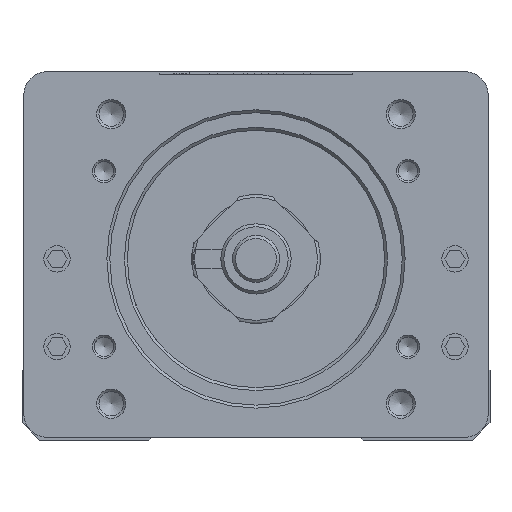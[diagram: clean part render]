
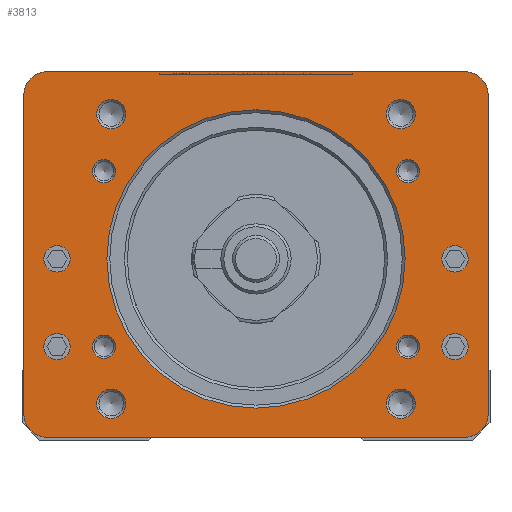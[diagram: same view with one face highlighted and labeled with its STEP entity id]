
A CAD part, front view. The second image highlights one B-rep face of the part: STEP entity #3813.
In plain terms, the highlighted planar face has unit normal (0, -1, 0).
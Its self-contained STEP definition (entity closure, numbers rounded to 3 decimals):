
#1509=FACE_BOUND('',#7720,.T.);
#1510=FACE_BOUND('',#7721,.T.);
#1511=FACE_BOUND('',#7722,.T.);
#1512=FACE_BOUND('',#7723,.T.);
#1513=FACE_BOUND('',#7724,.T.);
#1514=FACE_BOUND('',#7725,.T.);
#1515=FACE_BOUND('',#7726,.T.);
#1516=FACE_BOUND('',#7727,.T.);
#1517=FACE_BOUND('',#7728,.T.);
#1518=FACE_BOUND('',#7729,.T.);
#1519=FACE_BOUND('',#7730,.T.);
#1520=FACE_BOUND('',#7731,.T.);
#1521=FACE_BOUND('',#7732,.T.);
#1522=FACE_BOUND('',#7733,.T.);
#2328=CIRCLE('',#27942,4.);
#2329=CIRCLE('',#27944,4.);
#2330=CIRCLE('',#27946,2.);
#2331=CIRCLE('',#27948,2.);
#2332=CIRCLE('',#27950,2.);
#2333=CIRCLE('',#27952,2.);
#2334=CIRCLE('',#27954,2.5);
#2335=CIRCLE('',#27956,2.5);
#2336=CIRCLE('',#27958,2.5);
#2337=CIRCLE('',#27960,2.5);
#2338=CIRCLE('',#27962,25.5);
#2343=CIRCLE('',#27971,2.25);
#2345=CIRCLE('',#27974,2.25);
#2347=CIRCLE('',#27977,2.25);
#2349=CIRCLE('',#27980,2.25);
#2417=CIRCLE('',#28128,4.);
#2419=CIRCLE('',#28131,4.);
#3813=ADVANCED_FACE('',(#1509,#1510,#1511,#1512,#1513,#1514,#1515,#1516,
#1517,#1518,#1519,#1520,#1521,#1522),#4973,.T.);
#4973=PLANE('',#28132);
#7720=EDGE_LOOP('',(#13671));
#7721=EDGE_LOOP('',(#13672));
#7722=EDGE_LOOP('',(#13673));
#7723=EDGE_LOOP('',(#13674));
#7724=EDGE_LOOP('',(#13675));
#7725=EDGE_LOOP('',(#13676));
#7726=EDGE_LOOP('',(#13677));
#7727=EDGE_LOOP('',(#13678));
#7728=EDGE_LOOP('',(#13679));
#7729=EDGE_LOOP('',(#13680));
#7730=EDGE_LOOP('',(#13681));
#7731=EDGE_LOOP('',(#13682));
#7732=EDGE_LOOP('',(#13683));
#7733=EDGE_LOOP('',(#13684,#13685,#13686,#13687,#13688,#13689,#13690,#13691));
#13671=ORIENTED_EDGE('',*,*,#20455,.T.);
#13672=ORIENTED_EDGE('',*,*,#20454,.T.);
#13673=ORIENTED_EDGE('',*,*,#20453,.T.);
#13674=ORIENTED_EDGE('',*,*,#20452,.T.);
#13675=ORIENTED_EDGE('',*,*,#20451,.T.);
#13676=ORIENTED_EDGE('',*,*,#20450,.T.);
#13677=ORIENTED_EDGE('',*,*,#20449,.T.);
#13678=ORIENTED_EDGE('',*,*,#20448,.T.);
#13679=ORIENTED_EDGE('',*,*,#20447,.T.);
#13680=ORIENTED_EDGE('',*,*,#20467,.T.);
#13681=ORIENTED_EDGE('',*,*,#20465,.T.);
#13682=ORIENTED_EDGE('',*,*,#20463,.T.);
#13683=ORIENTED_EDGE('',*,*,#20461,.T.);
#13684=ORIENTED_EDGE('',*,*,#20632,.T.);
#13685=ORIENTED_EDGE('',*,*,#20635,.T.);
#13686=ORIENTED_EDGE('',*,*,#20636,.T.);
#13687=ORIENTED_EDGE('',*,*,#20571,.T.);
#13688=ORIENTED_EDGE('',*,*,#20445,.T.);
#13689=ORIENTED_EDGE('',*,*,#20509,.T.);
#13690=ORIENTED_EDGE('',*,*,#20442,.T.);
#13691=ORIENTED_EDGE('',*,*,#20564,.T.);
#17172=VERTEX_POINT('',#42888);
#17173=VERTEX_POINT('',#42890);
#17174=VERTEX_POINT('',#42894);
#17175=VERTEX_POINT('',#42896);
#17176=VERTEX_POINT('',#42900);
#17177=VERTEX_POINT('',#42903);
#17178=VERTEX_POINT('',#42906);
#17179=VERTEX_POINT('',#42909);
#17180=VERTEX_POINT('',#42912);
#17181=VERTEX_POINT('',#42915);
#17182=VERTEX_POINT('',#42918);
#17183=VERTEX_POINT('',#42921);
#17184=VERTEX_POINT('',#42924);
#17189=VERTEX_POINT('',#42939);
#17191=VERTEX_POINT('',#42944);
#17193=VERTEX_POINT('',#42949);
#17195=VERTEX_POINT('',#42954);
#17262=VERTEX_POINT('',#43263);
#17267=VERTEX_POINT('',#43277);
#17323=VERTEX_POINT('',#43420);
#17325=VERTEX_POINT('',#43426);
#20442=EDGE_CURVE('',#17173,#17172,#2328,.T.);
#20445=EDGE_CURVE('',#17175,#17174,#2329,.T.);
#20447=EDGE_CURVE('',#17176,#17176,#2330,.T.);
#20448=EDGE_CURVE('',#17177,#17177,#2331,.T.);
#20449=EDGE_CURVE('',#17178,#17178,#2332,.T.);
#20450=EDGE_CURVE('',#17179,#17179,#2333,.T.);
#20451=EDGE_CURVE('',#17180,#17180,#2334,.T.);
#20452=EDGE_CURVE('',#17181,#17181,#2335,.T.);
#20453=EDGE_CURVE('',#17182,#17182,#2336,.T.);
#20454=EDGE_CURVE('',#17183,#17183,#2337,.T.);
#20455=EDGE_CURVE('',#17184,#17184,#2338,.T.);
#20461=EDGE_CURVE('',#17189,#17189,#2343,.T.);
#20463=EDGE_CURVE('',#17191,#17191,#2345,.T.);
#20465=EDGE_CURVE('',#17193,#17193,#2347,.T.);
#20467=EDGE_CURVE('',#17195,#17195,#2349,.T.);
#20509=EDGE_CURVE('',#17174,#17173,#23366,.T.);
#20564=EDGE_CURVE('',#17172,#17262,#23391,.T.);
#20571=EDGE_CURVE('',#17267,#17175,#23398,.T.);
#20632=EDGE_CURVE('',#17262,#17323,#2417,.T.);
#20635=EDGE_CURVE('',#17323,#17325,#23424,.T.);
#20636=EDGE_CURVE('',#17325,#17267,#2419,.T.);
#23366=LINE('',#43099,#25882);
#23391=LINE('',#43264,#25907);
#23398=LINE('',#43276,#25914);
#23424=LINE('',#43425,#25940);
#25882=VECTOR('',#33970,1.);
#25907=VECTOR('',#34105,1.);
#25914=VECTOR('',#34114,1.);
#25940=VECTOR('',#34270,1.);
#27942=AXIS2_PLACEMENT_3D('',#42889,#33809,#33810);
#27944=AXIS2_PLACEMENT_3D('',#42895,#33815,#33816);
#27946=AXIS2_PLACEMENT_3D('',#42899,#33820,#33821);
#27948=AXIS2_PLACEMENT_3D('',#42902,#33824,#33825);
#27950=AXIS2_PLACEMENT_3D('',#42905,#33828,#33829);
#27952=AXIS2_PLACEMENT_3D('',#42908,#33832,#33833);
#27954=AXIS2_PLACEMENT_3D('',#42911,#33836,#33837);
#27956=AXIS2_PLACEMENT_3D('',#42914,#33840,#33841);
#27958=AXIS2_PLACEMENT_3D('',#42917,#33844,#33845);
#27960=AXIS2_PLACEMENT_3D('',#42920,#33848,#33849);
#27962=AXIS2_PLACEMENT_3D('',#42923,#33852,#33853);
#27971=AXIS2_PLACEMENT_3D('',#42938,#33871,#33872);
#27974=AXIS2_PLACEMENT_3D('',#42943,#33877,#33878);
#27977=AXIS2_PLACEMENT_3D('',#42948,#33883,#33884);
#27980=AXIS2_PLACEMENT_3D('',#42953,#33889,#33890);
#28128=AXIS2_PLACEMENT_3D('',#43419,#34263,#34264);
#28131=AXIS2_PLACEMENT_3D('',#43427,#34271,#34272);
#28132=AXIS2_PLACEMENT_3D('',#43428,#34273,#34274);
#33809=DIRECTION('',(0.,-1.,0.));
#33810=DIRECTION('',(1.,0.,0.));
#33815=DIRECTION('',(0.,-1.,0.));
#33816=DIRECTION('',(1.,0.,0.));
#33820=DIRECTION('',(0.,1.,0.));
#33821=DIRECTION('',(0.,0.,-1.));
#33824=DIRECTION('',(0.,1.,0.));
#33825=DIRECTION('',(0.,0.,-1.));
#33828=DIRECTION('',(0.,1.,0.));
#33829=DIRECTION('',(0.,0.,-1.));
#33832=DIRECTION('',(0.,1.,0.));
#33833=DIRECTION('',(0.,0.,-1.));
#33836=DIRECTION('',(0.,1.,0.));
#33837=DIRECTION('',(0.,0.,-1.));
#33840=DIRECTION('',(0.,1.,0.));
#33841=DIRECTION('',(0.,0.,-1.));
#33844=DIRECTION('',(0.,1.,0.));
#33845=DIRECTION('',(0.,0.,-1.));
#33848=DIRECTION('',(0.,1.,0.));
#33849=DIRECTION('',(0.,0.,-1.));
#33852=DIRECTION('',(0.,1.,0.));
#33853=DIRECTION('',(0.,0.,-1.));
#33871=DIRECTION('',(0.,1.,0.));
#33872=DIRECTION('',(0.,0.,-1.));
#33877=DIRECTION('',(0.,1.,0.));
#33878=DIRECTION('',(0.,0.,-1.));
#33883=DIRECTION('',(0.,1.,0.));
#33884=DIRECTION('',(0.,0.,-1.));
#33889=DIRECTION('',(0.,1.,0.));
#33890=DIRECTION('',(0.,0.,-1.));
#33970=DIRECTION('',(-1.,0.,0.));
#34105=DIRECTION('',(0.,0.,-1.));
#34114=DIRECTION('',(0.,0.,1.));
#34263=DIRECTION('',(0.,-1.,0.));
#34264=DIRECTION('',(1.,0.,0.));
#34270=DIRECTION('',(1.,0.,0.));
#34271=DIRECTION('',(0.,-1.,0.));
#34272=DIRECTION('',(1.,0.,0.));
#34273=DIRECTION('',(0.,-1.,0.));
#34274=DIRECTION('',(0.,0.,1.));
#42888=CARTESIAN_POINT('',(-39.7,-243.7,40.));
#42889=CARTESIAN_POINT('',(-35.7,-243.7,40.));
#42890=CARTESIAN_POINT('',(-35.7,-243.7,44.));
#42894=CARTESIAN_POINT('',(35.7,-243.7,44.));
#42895=CARTESIAN_POINT('',(35.7,-243.7,40.));
#42896=CARTESIAN_POINT('',(39.7,-243.7,40.));
#42899=CARTESIAN_POINT('',(-25.981,-243.7,27.));
#42900=CARTESIAN_POINT('',(-25.981,-243.7,25.));
#42902=CARTESIAN_POINT('',(-25.981,-243.7,-3.));
#42903=CARTESIAN_POINT('',(-25.981,-243.7,-5.));
#42905=CARTESIAN_POINT('',(25.981,-243.7,27.));
#42906=CARTESIAN_POINT('',(25.981,-243.7,25.));
#42908=CARTESIAN_POINT('',(25.981,-243.7,-3.));
#42909=CARTESIAN_POINT('',(25.981,-243.7,-5.));
#42911=CARTESIAN_POINT('',(24.749,-243.7,36.749));
#42912=CARTESIAN_POINT('',(24.749,-243.7,34.249));
#42914=CARTESIAN_POINT('',(24.749,-243.7,-12.749));
#42915=CARTESIAN_POINT('',(24.749,-243.7,-15.249));
#42917=CARTESIAN_POINT('',(-24.749,-243.7,-12.749));
#42918=CARTESIAN_POINT('',(-24.749,-243.7,-15.249));
#42920=CARTESIAN_POINT('',(-24.749,-243.7,36.749));
#42921=CARTESIAN_POINT('',(-24.749,-243.7,34.249));
#42923=CARTESIAN_POINT('',(0.,-243.7,12.));
#42924=CARTESIAN_POINT('',(0.,-243.7,-13.5));
#42938=CARTESIAN_POINT('',(34.,-243.7,12.));
#42939=CARTESIAN_POINT('',(34.,-243.7,9.75));
#42943=CARTESIAN_POINT('',(34.,-243.7,-3.));
#42944=CARTESIAN_POINT('',(34.,-243.7,-5.25));
#42948=CARTESIAN_POINT('',(-34.,-243.7,12.));
#42949=CARTESIAN_POINT('',(-34.,-243.7,9.75));
#42953=CARTESIAN_POINT('',(-34.,-243.7,-3.));
#42954=CARTESIAN_POINT('',(-34.,-243.7,-5.25));
#43099=CARTESIAN_POINT('',(35.7,-243.7,44.));
#43263=CARTESIAN_POINT('',(-39.7,-243.7,-14.5));
#43264=CARTESIAN_POINT('',(-39.7,-243.7,40.));
#43276=CARTESIAN_POINT('',(39.7,-243.7,-14.5));
#43277=CARTESIAN_POINT('',(39.7,-243.7,-14.5));
#43419=CARTESIAN_POINT('',(-35.7,-243.7,-14.5));
#43420=CARTESIAN_POINT('',(-35.7,-243.7,-18.5));
#43425=CARTESIAN_POINT('',(-35.7,-243.7,-18.5));
#43426=CARTESIAN_POINT('',(35.7,-243.7,-18.5));
#43427=CARTESIAN_POINT('',(35.7,-243.7,-14.5));
#43428=CARTESIAN_POINT('',(-35.7,-243.7,-14.5));
